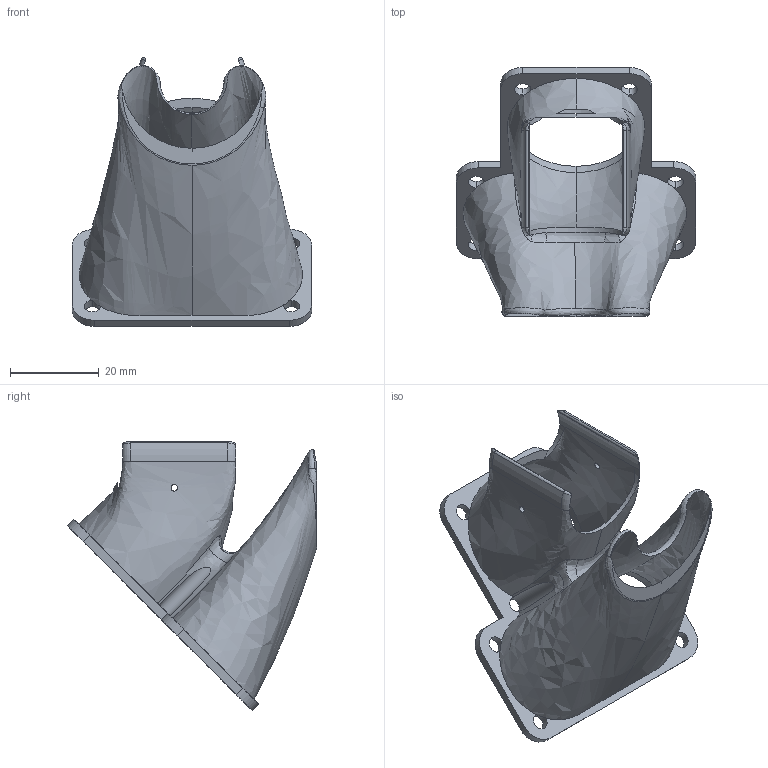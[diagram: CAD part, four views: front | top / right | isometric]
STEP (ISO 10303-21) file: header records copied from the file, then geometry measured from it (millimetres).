
FILE_DESCRIPTION (( 'STEP AP214' ), '1' );
FILE_NAME ('officialE3DV6fanduct2.STEP', '2019-05-31T11:48:26', ( '' ), ( '' ), 'SwSTEP 2.0', 'SolidWorks 2019', '' );
FILE_SCHEMA (( 'AUTOMOTIVE_DESIGN' ));
Length unit declared in the file: millimetre
Products named in the file (1): officialE3DV6fanduct2
Bounding box: 54 x 56.22 x 60.71 mm (x, y, z)
Volume: 9557.1 mm3; surface area: 16212.9 mm2
Topology: 1 solids, 1 shells, 101 faces, 330 edges, 217 vertices
Faces by surface type: cylinder 53, plane 23, bspline 21, torus 4
Entity records: 31061 total; most frequent: CARTESIAN_POINT 28331, ORIENTED_EDGE 656, DIRECTION 453, EDGE_CURVE 328, VERTEX_POINT 217, AXIS2_PLACEMENT_3D 182, B_SPLINE_CURVE_WITH_KNOTS 136, EDGE_LOOP 125
